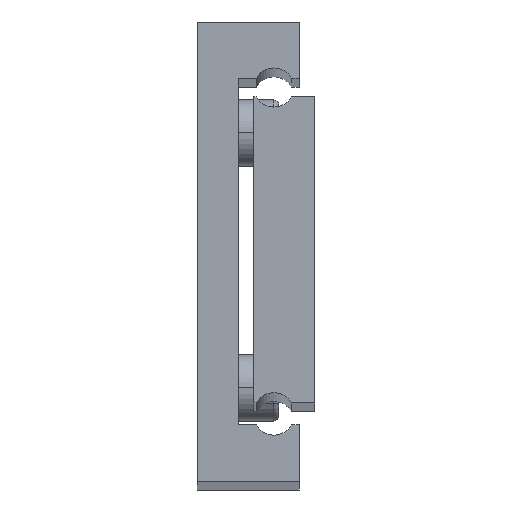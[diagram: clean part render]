
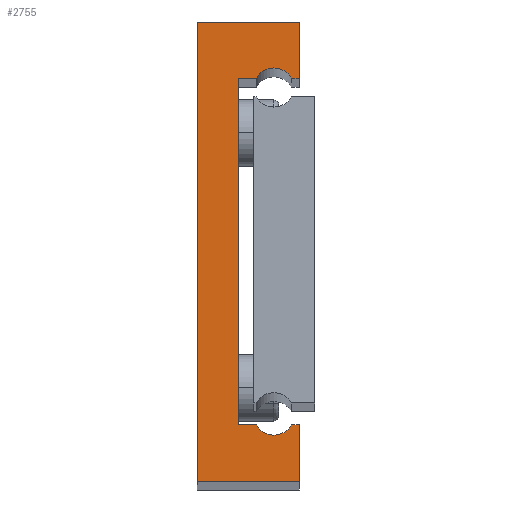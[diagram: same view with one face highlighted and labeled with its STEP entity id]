
A CAD part, top view. The second image highlights one B-rep face of the part: STEP entity #2755.
In plain terms, the highlighted planar face has unit normal (0, 0, 1).
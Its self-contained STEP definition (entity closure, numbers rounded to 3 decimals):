
#19 = DIRECTION ( 'NONE',  ( 1., 0., 0. ) ) ;
#22 = VERTEX_POINT ( 'NONE', #308 ) ;
#23 = CARTESIAN_POINT ( 'NONE',  ( 11.536, 79., 500. ) ) ;
#38 = CARTESIAN_POINT ( 'NONE',  ( 20., 0., 500. ) ) ;
#46 = ORIENTED_EDGE ( 'NONE', *, *, #2065, .T. ) ;
#103 = VECTOR ( 'NONE', #1113, 1000. ) ;
#107 = DIRECTION ( 'NONE',  ( 1., 0., 0. ) ) ;
#125 = LINE ( 'NONE', #1591, #2749 ) ;
#143 = EDGE_CURVE ( 'NONE', #2583, #411, #666, .T. ) ;
#159 = DIRECTION ( 'NONE',  ( -1., 0., 0. ) ) ;
#221 = VERTEX_POINT ( 'NONE', #1413 ) ;
#292 = PLANE ( 'NONE',  #449 ) ;
#308 = CARTESIAN_POINT ( 'NONE',  ( 20., 90., 500. ) ) ;
#321 = CARTESIAN_POINT ( 'NONE',  ( 11.536, 79., 500. ) ) ;
#340 = VECTOR ( 'NONE', #1577, 1000. ) ;
#362 = LINE ( 'NONE', #620, #2177 ) ;
#394 = LINE ( 'NONE', #1133, #340 ) ;
#411 = VERTEX_POINT ( 'NONE', #23 ) ;
#440 = CARTESIAN_POINT ( 'NONE',  ( 0., 0., 500. ) ) ;
#449 = AXIS2_PLACEMENT_3D ( 'NONE', #2258, #3161, #2917 ) ;
#464 = EDGE_CURVE ( 'NONE', #685, #2161, #2716, .T. ) ;
#477 = VECTOR ( 'NONE', #2537, 1000. ) ;
#552 = EDGE_CURVE ( 'NONE', #411, #685, #889, .T. ) ;
#601 = CARTESIAN_POINT ( 'NONE',  ( 0., 0., 500. ) ) ;
#620 = CARTESIAN_POINT ( 'NONE',  ( 0., 0., 500. ) ) ;
#623 = EDGE_CURVE ( 'NONE', #2199, #2170, #362, .T. ) ;
#636 = VECTOR ( 'NONE', #2544, 1000. ) ;
#658 = EDGE_CURVE ( 'NONE', #22, #2199, #1381, .T. ) ;
#666 = LINE ( 'NONE', #321, #477 ) ;
#685 = VERTEX_POINT ( 'NONE', #2871 ) ;
#696 = ORIENTED_EDGE ( 'NONE', *, *, #623, .T. ) ;
#708 = EDGE_CURVE ( 'NONE', #1552, #953, #725, .T. ) ;
#725 = LINE ( 'NONE', #2905, #1523 ) ;
#787 = CARTESIAN_POINT ( 'NONE',  ( 18.464, 11., 500. ) ) ;
#840 = VECTOR ( 'NONE', #973, 1000. ) ;
#843 = EDGE_CURVE ( 'NONE', #953, #1846, #2020, .T. ) ;
#886 = DIRECTION ( 'NONE',  ( 0., 0., -1. ) ) ;
#889 = CIRCLE ( 'NONE', #1254, 4. ) ;
#941 = CARTESIAN_POINT ( 'NONE',  ( 20., 0., 500. ) ) ;
#953 = VERTEX_POINT ( 'NONE', #787 ) ;
#973 = DIRECTION ( 'NONE',  ( -1., 0., 0. ) ) ;
#1031 = CARTESIAN_POINT ( 'NONE',  ( 15., 13., 500. ) ) ;
#1048 = DIRECTION ( 'NONE',  ( 0., 0., -1. ) ) ;
#1113 = DIRECTION ( 'NONE',  ( 0., 1., 0. ) ) ;
#1132 = EDGE_CURVE ( 'NONE', #2161, #22, #1299, .T. ) ;
#1133 = CARTESIAN_POINT ( 'NONE',  ( 11.536, 11., 500. ) ) ;
#1161 = ORIENTED_EDGE ( 'NONE', *, *, #552, .T. ) ;
#1168 = CARTESIAN_POINT ( 'NONE',  ( 0., 90., 500. ) ) ;
#1254 = AXIS2_PLACEMENT_3D ( 'NONE', #3082, #886, #159 ) ;
#1294 = LINE ( 'NONE', #601, #1849 ) ;
#1299 = LINE ( 'NONE', #2010, #103 ) ;
#1304 = CARTESIAN_POINT ( 'NONE',  ( 11.536, 11., 500. ) ) ;
#1352 = EDGE_LOOP ( 'NONE', ( #696, #2180, #2729, #2556, #1666, #46, #2997, #2553, #1161, #2754, #2937, #1512 ) ) ;
#1381 = LINE ( 'NONE', #2357, #840 ) ;
#1413 = CARTESIAN_POINT ( 'NONE',  ( 8., 11., 500. ) ) ;
#1512 = ORIENTED_EDGE ( 'NONE', *, *, #658, .T. ) ;
#1523 = VECTOR ( 'NONE', #2385, 1000. ) ;
#1552 = VERTEX_POINT ( 'NONE', #1751 ) ;
#1577 = DIRECTION ( 'NONE',  ( -1., 0., 0. ) ) ;
#1591 = CARTESIAN_POINT ( 'NONE',  ( 8., 11., 500. ) ) ;
#1605 = DIRECTION ( 'NONE',  ( 0., -1., 0. ) ) ;
#1643 = DIRECTION ( 'NONE',  ( 0., 1., 0. ) ) ;
#1666 = ORIENTED_EDGE ( 'NONE', *, *, #843, .T. ) ;
#1751 = CARTESIAN_POINT ( 'NONE',  ( 20., 11., 500. ) ) ;
#1760 = EDGE_CURVE ( 'NONE', #2268, #1552, #1952, .T. ) ;
#1776 = CARTESIAN_POINT ( 'NONE',  ( 20., 79., 500. ) ) ;
#1808 = DIRECTION ( 'NONE',  ( 0., 1., 0. ) ) ;
#1846 = VERTEX_POINT ( 'NONE', #1304 ) ;
#1849 = VECTOR ( 'NONE', #107, 1000. ) ;
#1952 = LINE ( 'NONE', #941, #2495 ) ;
#2010 = CARTESIAN_POINT ( 'NONE',  ( 20., 90., 500. ) ) ;
#2020 = CIRCLE ( 'NONE', #2270, 4. ) ;
#2065 = EDGE_CURVE ( 'NONE', #1846, #221, #394, .T. ) ;
#2161 = VERTEX_POINT ( 'NONE', #2179 ) ;
#2170 = VERTEX_POINT ( 'NONE', #440 ) ;
#2177 = VECTOR ( 'NONE', #1605, 1000. ) ;
#2179 = CARTESIAN_POINT ( 'NONE',  ( 20., 79., 500. ) ) ;
#2180 = ORIENTED_EDGE ( 'NONE', *, *, #2834, .T. ) ;
#2199 = VERTEX_POINT ( 'NONE', #1168 ) ;
#2223 = FACE_OUTER_BOUND ( 'NONE', #1352, .T. ) ;
#2258 = CARTESIAN_POINT ( 'NONE',  ( 15., 77., 500. ) ) ;
#2268 = VERTEX_POINT ( 'NONE', #38 ) ;
#2270 = AXIS2_PLACEMENT_3D ( 'NONE', #1031, #1048, #19 ) ;
#2357 = CARTESIAN_POINT ( 'NONE',  ( 0., 90., 500. ) ) ;
#2385 = DIRECTION ( 'NONE',  ( -1., 0., 0. ) ) ;
#2432 = EDGE_CURVE ( 'NONE', #221, #2583, #125, .T. ) ;
#2495 = VECTOR ( 'NONE', #1643, 1000. ) ;
#2537 = DIRECTION ( 'NONE',  ( 1., 0., 0. ) ) ;
#2544 = DIRECTION ( 'NONE',  ( 1., 0., 0. ) ) ;
#2553 = ORIENTED_EDGE ( 'NONE', *, *, #143, .T. ) ;
#2556 = ORIENTED_EDGE ( 'NONE', *, *, #708, .T. ) ;
#2583 = VERTEX_POINT ( 'NONE', #2631 ) ;
#2631 = CARTESIAN_POINT ( 'NONE',  ( 8., 79., 500. ) ) ;
#2716 = LINE ( 'NONE', #1776, #636 ) ;
#2729 = ORIENTED_EDGE ( 'NONE', *, *, #1760, .T. ) ;
#2749 = VECTOR ( 'NONE', #1808, 1000. ) ;
#2754 = ORIENTED_EDGE ( 'NONE', *, *, #464, .T. ) ;
#2755 = ADVANCED_FACE ( 'NONE', ( #2223 ), #292, .F. ) ;
#2834 = EDGE_CURVE ( 'NONE', #2170, #2268, #1294, .T. ) ;
#2871 = CARTESIAN_POINT ( 'NONE',  ( 18.464, 79., 500. ) ) ;
#2905 = CARTESIAN_POINT ( 'NONE',  ( 20., 11., 500. ) ) ;
#2917 = DIRECTION ( 'NONE',  ( -1., 0., 0. ) ) ;
#2937 = ORIENTED_EDGE ( 'NONE', *, *, #1132, .T. ) ;
#2997 = ORIENTED_EDGE ( 'NONE', *, *, #2432, .T. ) ;
#3082 = CARTESIAN_POINT ( 'NONE',  ( 15., 77., 500. ) ) ;
#3161 = DIRECTION ( 'NONE',  ( 0., 0., -1. ) ) ;
